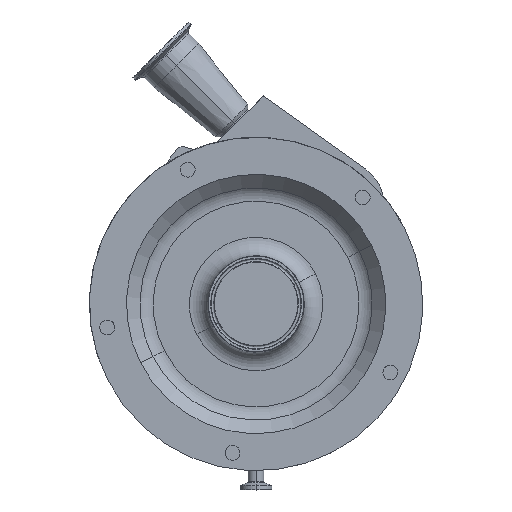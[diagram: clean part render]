
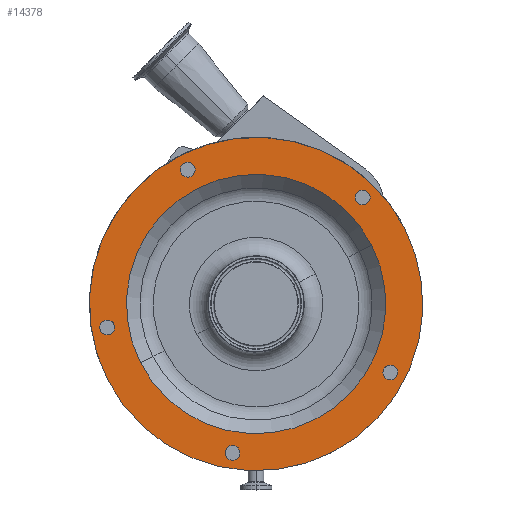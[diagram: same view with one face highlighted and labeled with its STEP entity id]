
A CAD part, top view. The second image highlights one B-rep face of the part: STEP entity #14378.
In plain terms, the highlighted planar face has unit normal (0, 0, 1).
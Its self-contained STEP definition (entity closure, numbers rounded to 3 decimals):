
#293 = CARTESIAN_POINT ( 'NONE',  ( 0., 0., 250.5 ) ) ;
#406 = AXIS2_PLACEMENT_3D ( 'NONE', #7676, #2238, #9249 ) ;
#523 = CARTESIAN_POINT ( 'NONE',  ( -17.706, 34.749, 250.5 ) ) ;
#536 = VERTEX_POINT ( 'NONE', #8457 ) ;
#598 = DIRECTION ( 'NONE',  ( -0.988, 0.156, 0. ) ) ;
#786 = VERTEX_POINT ( 'NONE', #8967 ) ;
#849 = ORIENTED_EDGE ( 'NONE', *, *, #10531, .F. ) ;
#870 = CARTESIAN_POINT ( 'NONE',  ( 82.024, 90.51, 250.5 ) ) ;
#901 = VERTEX_POINT ( 'NONE', #5296 ) ;
#973 = AXIS2_PLACEMENT_3D ( 'NONE', #2037, #1152, #14386 ) ;
#1046 = EDGE_CURVE ( 'NONE', #13291, #1649, #7057, .T. ) ;
#1152 = DIRECTION ( 'NONE',  ( 0., 0., 1. ) ) ;
#1303 = AXIS2_PLACEMENT_3D ( 'NONE', #523, #13668, #4555 ) ;
#1571 = CARTESIAN_POINT ( 'NONE',  ( -25.011, -119.559, 250.5 ) ) ;
#1649 = VERTEX_POINT ( 'NONE', #14609 ) ;
#1668 = PLANE ( 'NONE',  #1303 ) ;
#1713 = ORIENTED_EDGE ( 'NONE', *, *, #14980, .T. ) ;
#1722 = EDGE_LOOP ( 'NONE', ( #15902, #14908 ) ) ;
#2037 = CARTESIAN_POINT ( 'NONE',  ( -120.498, -19.085, 250.5 ) ) ;
#2097 = ORIENTED_EDGE ( 'NONE', *, *, #9493, .F. ) ;
#2238 = DIRECTION ( 'NONE',  ( 0., 0., 1. ) ) ;
#2250 = VERTEX_POINT ( 'NONE', #3622 ) ;
#2339 = AXIS2_PLACEMENT_3D ( 'NONE', #9042, #16910, #14202 ) ;
#2481 = DIRECTION ( 'NONE',  ( 0.891, 0.454, 0. ) ) ;
#2629 = AXIS2_PLACEMENT_3D ( 'NONE', #3990, #10986, #2858 ) ;
#2672 = CIRCLE ( 'NONE', #973, 6. ) ;
#2719 = EDGE_CURVE ( 'NONE', #9911, #14221, #13527, .T. ) ;
#2752 = DIRECTION ( 'NONE',  ( 0.891, 0.454, 0. ) ) ;
#2858 = DIRECTION ( 'NONE',  ( 0.707, -0.707, 0. ) ) ;
#2911 = DIRECTION ( 'NONE',  ( 0.707, -0.707, 0. ) ) ;
#3000 = CARTESIAN_POINT ( 'NONE',  ( -50.041, 111.427, 250.5 ) ) ;
#3115 = ORIENTED_EDGE ( 'NONE', *, *, #7597, .F. ) ;
#3154 = FACE_BOUND ( 'NONE', #1722, .T. ) ;
#3211 = EDGE_CURVE ( 'NONE', #15603, #3576, #11858, .T. ) ;
#3369 = EDGE_CURVE ( 'NONE', #786, #13242, #8717, .T. ) ;
#3427 = EDGE_LOOP ( 'NONE', ( #6287, #9579 ) ) ;
#3576 = VERTEX_POINT ( 'NONE', #3000 ) ;
#3622 = CARTESIAN_POINT ( 'NONE',  ( 105.979, -60.733, 250.5 ) ) ;
#3919 = CIRCLE ( 'NONE', #8404, 6. ) ;
#3990 = CARTESIAN_POINT ( 'NONE',  ( 86.267, 86.267, 250.5 ) ) ;
#4080 = ORIENTED_EDGE ( 'NONE', *, *, #3369, .F. ) ;
#4252 = AXIS2_PLACEMENT_3D ( 'NONE', #16134, #9494, #2752 ) ;
#4258 = DIRECTION ( 'NONE',  ( 0.891, 0.454, 0. ) ) ;
#4397 = FACE_BOUND ( 'NONE', #12532, .T. ) ;
#4475 = DIRECTION ( 'NONE',  ( 0., 0., 1. ) ) ;
#4555 = DIRECTION ( 'NONE',  ( 0., -1., 0. ) ) ;
#4573 = AXIS2_PLACEMENT_3D ( 'NONE', #11386, #16715, #14622 ) ;
#4938 = CIRCLE ( 'NONE', #7170, 6. ) ;
#5296 = CARTESIAN_POINT ( 'NONE',  ( -119.559, -25.011, 250.5 ) ) ;
#5335 = CARTESIAN_POINT ( 'NONE',  ( 0., 0., 250.5 ) ) ;
#5696 = FACE_BOUND ( 'NONE', #8471, .T. ) ;
#5940 = DIRECTION ( 'NONE',  ( -0.988, 0.156, 0. ) ) ;
#6117 = ORIENTED_EDGE ( 'NONE', *, *, #11266, .F. ) ;
#6150 = EDGE_LOOP ( 'NONE', ( #11781, #1713 ) ) ;
#6287 = ORIENTED_EDGE ( 'NONE', *, *, #16191, .F. ) ;
#6297 = CARTESIAN_POINT ( 'NONE',  ( 93.556, 47.669, 250.5 ) ) ;
#6367 = CIRCLE ( 'NONE', #16419, 135. ) ;
#6387 = VERTEX_POINT ( 'NONE', #1571 ) ;
#6541 = EDGE_CURVE ( 'NONE', #536, #6387, #3919, .T. ) ;
#6943 = CARTESIAN_POINT ( 'NONE',  ( 90.51, 82.024, 250.5 ) ) ;
#7057 = CIRCLE ( 'NONE', #14892, 135. ) ;
#7170 = AXIS2_PLACEMENT_3D ( 'NONE', #14824, #13337, #2481 ) ;
#7208 = ORIENTED_EDGE ( 'NONE', *, *, #6541, .F. ) ;
#7597 = EDGE_CURVE ( 'NONE', #2250, #8359, #13234, .T. ) ;
#7676 = CARTESIAN_POINT ( 'NONE',  ( 108.703, -55.387, 250.5 ) ) ;
#7944 = CARTESIAN_POINT ( 'NONE',  ( 0., 0., 250.5 ) ) ;
#8347 = CARTESIAN_POINT ( 'NONE',  ( -120.498, -19.085, 250.5 ) ) ;
#8359 = VERTEX_POINT ( 'NONE', #17153 ) ;
#8404 = AXIS2_PLACEMENT_3D ( 'NONE', #10378, #15801, #5940 ) ;
#8417 = ORIENTED_EDGE ( 'NONE', *, *, #16199, .F. ) ;
#8457 = CARTESIAN_POINT ( 'NONE',  ( -13.159, -121.437, 250.5 ) ) ;
#8471 = EDGE_LOOP ( 'NONE', ( #8417, #849 ) ) ;
#8526 = DIRECTION ( 'NONE',  ( 0.891, 0.454, 0. ) ) ;
#8589 = FACE_BOUND ( 'NONE', #16703, .T. ) ;
#8717 = CIRCLE ( 'NONE', #4252, 105. ) ;
#8967 = CARTESIAN_POINT ( 'NONE',  ( -93.556, -47.669, 250.5 ) ) ;
#9042 = CARTESIAN_POINT ( 'NONE',  ( -55.387, 108.703, 250.5 ) ) ;
#9249 = DIRECTION ( 'NONE',  ( -0.454, -0.891, 0. ) ) ;
#9324 = ORIENTED_EDGE ( 'NONE', *, *, #14485, .F. ) ;
#9362 = DIRECTION ( 'NONE',  ( 0.891, 0.454, 0. ) ) ;
#9493 = EDGE_CURVE ( 'NONE', #8359, #2250, #13828, .T. ) ;
#9494 = DIRECTION ( 'NONE',  ( 0., 0., 1. ) ) ;
#9579 = ORIENTED_EDGE ( 'NONE', *, *, #2719, .F. ) ;
#9653 = DIRECTION ( 'NONE',  ( -0.156, 0.988, 0. ) ) ;
#9911 = VERTEX_POINT ( 'NONE', #870 ) ;
#9916 = CIRCLE ( 'NONE', #10757, 6. ) ;
#10378 = CARTESIAN_POINT ( 'NONE',  ( -19.085, -120.498, 250.5 ) ) ;
#10531 = EDGE_CURVE ( 'NONE', #901, #15917, #2672, .T. ) ;
#10757 = AXIS2_PLACEMENT_3D ( 'NONE', #14897, #13919, #2911 ) ;
#10841 = CIRCLE ( 'NONE', #12230, 6. ) ;
#10986 = DIRECTION ( 'NONE',  ( 0., 0., 1. ) ) ;
#11180 = CARTESIAN_POINT ( 'NONE',  ( -121.437, -13.159, 250.5 ) ) ;
#11266 = EDGE_CURVE ( 'NONE', #13242, #786, #14123, .T. ) ;
#11386 = CARTESIAN_POINT ( 'NONE',  ( 108.703, -55.387, 250.5 ) ) ;
#11781 = ORIENTED_EDGE ( 'NONE', *, *, #1046, .T. ) ;
#11858 = CIRCLE ( 'NONE', #2339, 6. ) ;
#12136 = EDGE_CURVE ( 'NONE', #3576, #15603, #4938, .T. ) ;
#12151 = CIRCLE ( 'NONE', #16345, 6. ) ;
#12206 = CARTESIAN_POINT ( 'NONE',  ( -60.733, 105.979, 250.5 ) ) ;
#12230 = AXIS2_PLACEMENT_3D ( 'NONE', #16456, #4475, #598 ) ;
#12342 = FACE_BOUND ( 'NONE', #14132, .T. ) ;
#12450 = DIRECTION ( 'NONE',  ( 0., 0., 1. ) ) ;
#12532 = EDGE_LOOP ( 'NONE', ( #6117, #4080 ) ) ;
#12677 = FACE_BOUND ( 'NONE', #3427, .T. ) ;
#13234 = CIRCLE ( 'NONE', #4573, 6. ) ;
#13242 = VERTEX_POINT ( 'NONE', #6297 ) ;
#13291 = VERTEX_POINT ( 'NONE', #14254 ) ;
#13337 = DIRECTION ( 'NONE',  ( 0., 0., 1. ) ) ;
#13527 = CIRCLE ( 'NONE', #2629, 6. ) ;
#13668 = DIRECTION ( 'NONE',  ( 0., 0., -1. ) ) ;
#13828 = CIRCLE ( 'NONE', #406, 6. ) ;
#13919 = DIRECTION ( 'NONE',  ( 0., 0., 1. ) ) ;
#14123 = CIRCLE ( 'NONE', #17223, 105. ) ;
#14132 = EDGE_LOOP ( 'NONE', ( #3115, #2097 ) ) ;
#14202 = DIRECTION ( 'NONE',  ( 0.891, 0.454, 0. ) ) ;
#14221 = VERTEX_POINT ( 'NONE', #6943 ) ;
#14254 = CARTESIAN_POINT ( 'NONE',  ( 120.286, 61.289, 250.5 ) ) ;
#14378 = ADVANCED_FACE ( 'NONE', ( #16531, #12677, #12342, #8589, #5696, #3154, #4397 ), #1668, .F. ) ;
#14386 = DIRECTION ( 'NONE',  ( -0.156, 0.988, 0. ) ) ;
#14485 = EDGE_CURVE ( 'NONE', #6387, #536, #10841, .T. ) ;
#14609 = CARTESIAN_POINT ( 'NONE',  ( -120.286, -61.289, 250.5 ) ) ;
#14622 = DIRECTION ( 'NONE',  ( -0.454, -0.891, 0. ) ) ;
#14762 = DIRECTION ( 'NONE',  ( 0., 0., 1. ) ) ;
#14824 = CARTESIAN_POINT ( 'NONE',  ( -55.387, 108.703, 250.5 ) ) ;
#14865 = DIRECTION ( 'NONE',  ( 0., 0., 1. ) ) ;
#14892 = AXIS2_PLACEMENT_3D ( 'NONE', #293, #12450, #8526 ) ;
#14897 = CARTESIAN_POINT ( 'NONE',  ( 86.267, 86.267, 250.5 ) ) ;
#14908 = ORIENTED_EDGE ( 'NONE', *, *, #3211, .F. ) ;
#14980 = EDGE_CURVE ( 'NONE', #1649, #13291, #6367, .T. ) ;
#15603 = VERTEX_POINT ( 'NONE', #12206 ) ;
#15801 = DIRECTION ( 'NONE',  ( 0., 0., 1. ) ) ;
#15902 = ORIENTED_EDGE ( 'NONE', *, *, #12136, .F. ) ;
#15917 = VERTEX_POINT ( 'NONE', #11180 ) ;
#16134 = CARTESIAN_POINT ( 'NONE',  ( 0., 0., 250.5 ) ) ;
#16191 = EDGE_CURVE ( 'NONE', #14221, #9911, #9916, .T. ) ;
#16199 = EDGE_CURVE ( 'NONE', #15917, #901, #12151, .T. ) ;
#16291 = DIRECTION ( 'NONE',  ( 0., 0., 1. ) ) ;
#16345 = AXIS2_PLACEMENT_3D ( 'NONE', #8347, #16291, #9653 ) ;
#16419 = AXIS2_PLACEMENT_3D ( 'NONE', #5335, #14865, #9362 ) ;
#16456 = CARTESIAN_POINT ( 'NONE',  ( -19.085, -120.498, 250.5 ) ) ;
#16531 = FACE_OUTER_BOUND ( 'NONE', #6150, .T. ) ;
#16703 = EDGE_LOOP ( 'NONE', ( #9324, #7208 ) ) ;
#16715 = DIRECTION ( 'NONE',  ( 0., 0., 1. ) ) ;
#16910 = DIRECTION ( 'NONE',  ( 0., 0., 1. ) ) ;
#17153 = CARTESIAN_POINT ( 'NONE',  ( 111.427, -50.041, 250.5 ) ) ;
#17223 = AXIS2_PLACEMENT_3D ( 'NONE', #7944, #14762, #4258 ) ;
